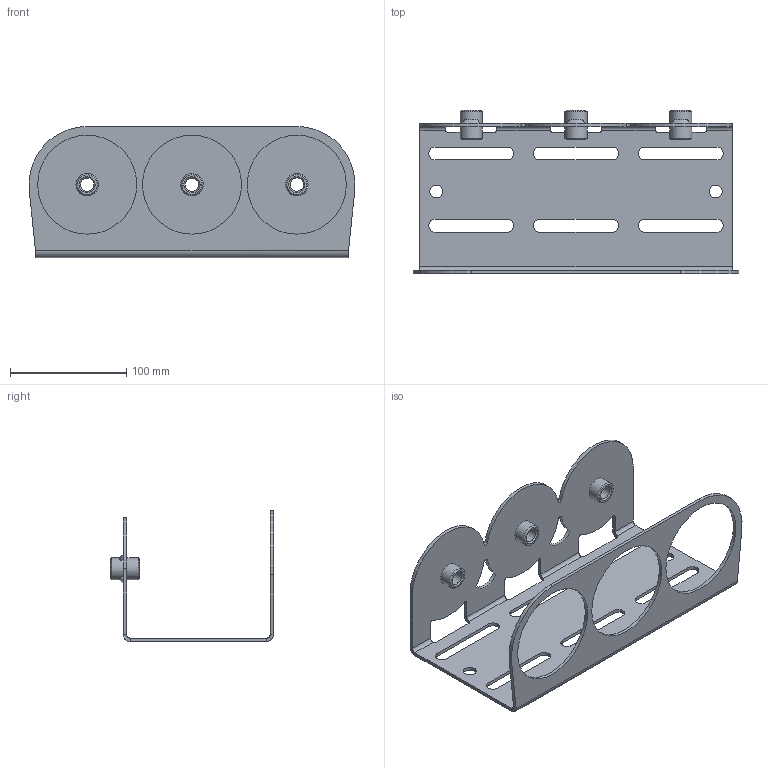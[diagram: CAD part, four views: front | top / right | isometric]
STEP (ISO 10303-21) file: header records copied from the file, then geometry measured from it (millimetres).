
FILE_DESCRIPTION(/* description */ (''),/* implementation_level */ '2;1');
FILE_NAME(/* name */ 'Montagehalterung_STAR_Heavy_Duty_C_Form_3fach_G1_4i_Edelstahl_109671_Rev_B.stp',/* time_stamp */ '2016-06-06T11:11:05+02:00',/* author */ ('002210'),/* organization */ (''),/* preprocessor_version */ 'ST-DEVELOPER v16.1',/* originating_system */ 'Autodesk Inventor 2016',/* authorisation */ '');
FILE_SCHEMA (('AUTOMOTIVE_DESIGN { 1 0 10303 214 3 1 1 }'));
Length unit declared in the file: millimetre
Products named in the file (4): anmha11b; Hülse G1_4; Schweißnaht; anmha11b_1
Assembly tree (7 placements, depth 2):
  anmha11b_1
    anmha11b
    Hülse G1_4  x3
    Schweißnaht  x3
Bounding box: 279.8 x 140.21 x 112.61 mm (x, y, z)
Volume: 198049.3 mm3; surface area: 143175.3 mm2
Topology: 10 solids, 10 shells, 178 faces, 451 edges, 287 vertices
Faces by surface type: cylinder 72, plane 68, bspline 20, cone 18
Full cylindrical faces by diameter (mm): 11 x2, 11.445 x3, 19 x3, 19.2 x3, 85 x3
Entity records: 5625 total; most frequent: CARTESIAN_POINT 2113, DIRECTION 714, ORIENTED_EDGE 692, EDGE_CURVE 346, AXIS2_PLACEMENT_3D 267, VERTEX_POINT 228, EDGE_LOOP 182, LINE 180
